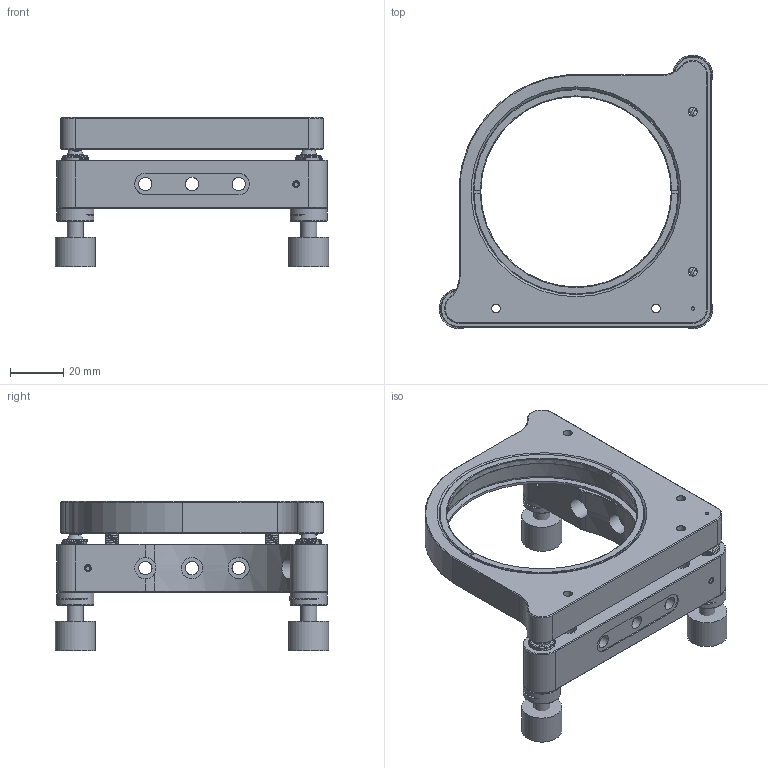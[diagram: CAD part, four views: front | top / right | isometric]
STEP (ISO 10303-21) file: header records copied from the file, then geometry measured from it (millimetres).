
FILE_DESCRIPTION (( 'STEP AP203' ), '1' );
FILE_NAME ('520118.STEP', '2024-05-14T05:37:37', ( 'Windows User' ), ( 'P R C' ), 'SwSTEP 2.0', 'SolidWorks 2020', '' );
FILE_SCHEMA (( 'CONFIG_CONTROL_DESIGN' ));
Length unit declared in the file: millimetre
Products named in the file (1): 520118
Bounding box: 102.6 x 102.6 x 55.93 mm (x, y, z)
Surface area: 41038.8 mm2 (no closed solid volume)
Topology: 0 solids, 40 shells, 319 faces, 913 edges, 623 vertices
Faces by surface type: plane 149, cylinder 88, cone 67, bspline 15
Full cylindrical faces by diameter (mm): 1.2 x1, 2 x2, 3 x3, 3.3 x4, 4 x3, 5 x6, 6 x3, 6.5 x8, 8 x9, 9.5 x4, 14 x3, 15 x3, 71.4 x1, 73.2 x1, 76.69 x1, 77.089 x1
Entity records: 18287 total; most frequent: CARTESIAN_POINT 10939, DIRECTION 1402, ORIENTED_EDGE 1336, EDGE_CURVE 751, VERTEX_POINT 566, AXIS2_PLACEMENT_3D 557, EDGE_LOOP 476, FACE_OUTER_BOUND 367
